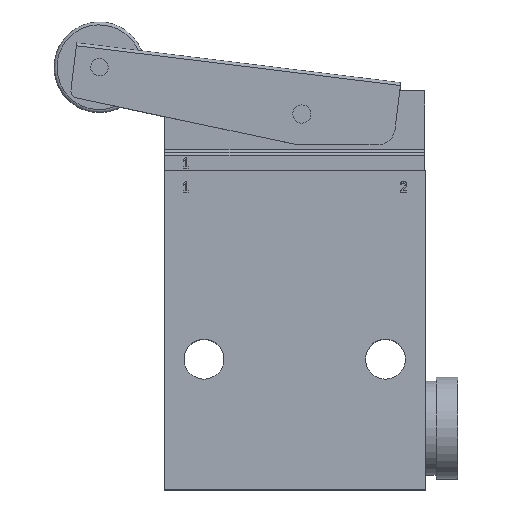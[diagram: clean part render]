
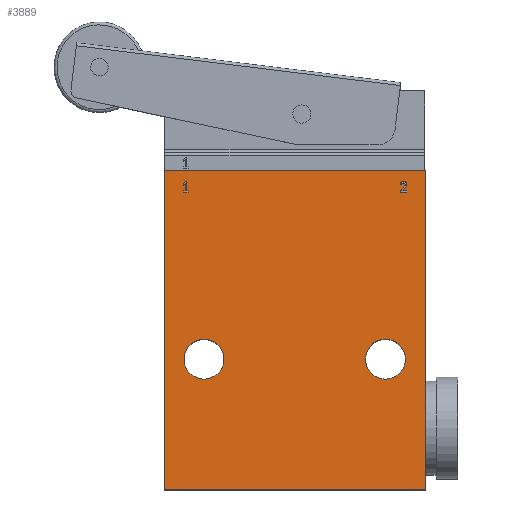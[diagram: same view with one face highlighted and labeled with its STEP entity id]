
A CAD part, top view. The second image highlights one B-rep face of the part: STEP entity #3889.
In plain terms, the highlighted planar face has unit normal (0, 0, 1).
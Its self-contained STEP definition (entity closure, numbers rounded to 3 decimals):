
#130=CIRCLE('',#4108,0.45);
#131=CIRCLE('',#4109,0.24);
#132=CIRCLE('',#4110,2.75);
#133=CIRCLE('',#4111,2.75);
#283=ORIENTED_EDGE('',*,*,#1147,.F.);
#284=ORIENTED_EDGE('',*,*,#1148,.F.);
#285=ORIENTED_EDGE('',*,*,#1149,.F.);
#286=ORIENTED_EDGE('',*,*,#1150,.F.);
#287=ORIENTED_EDGE('',*,*,#1151,.F.);
#288=ORIENTED_EDGE('',*,*,#1152,.F.);
#289=ORIENTED_EDGE('',*,*,#1153,.F.);
#290=ORIENTED_EDGE('',*,*,#1154,.T.);
#291=ORIENTED_EDGE('',*,*,#1155,.F.);
#292=ORIENTED_EDGE('',*,*,#1156,.F.);
#293=ORIENTED_EDGE('',*,*,#1157,.F.);
#294=ORIENTED_EDGE('',*,*,#1158,.F.);
#295=ORIENTED_EDGE('',*,*,#1159,.F.);
#296=ORIENTED_EDGE('',*,*,#1160,.F.);
#297=ORIENTED_EDGE('',*,*,#1161,.F.);
#298=ORIENTED_EDGE('',*,*,#1162,.F.);
#299=ORIENTED_EDGE('',*,*,#1163,.F.);
#300=ORIENTED_EDGE('',*,*,#1164,.F.);
#301=ORIENTED_EDGE('',*,*,#1165,.F.);
#302=ORIENTED_EDGE('',*,*,#1166,.F.);
#303=ORIENTED_EDGE('',*,*,#1167,.F.);
#304=ORIENTED_EDGE('',*,*,#1168,.F.);
#305=ORIENTED_EDGE('',*,*,#1133,.T.);
#306=ORIENTED_EDGE('',*,*,#1139,.T.);
#307=ORIENTED_EDGE('',*,*,#1142,.T.);
#308=ORIENTED_EDGE('',*,*,#1146,.T.);
#1133=EDGE_CURVE('',#1567,#1566,#1877,.T.);
#1139=EDGE_CURVE('',#1566,#1571,#1881,.T.);
#1142=EDGE_CURVE('',#1571,#1573,#1884,.T.);
#1146=EDGE_CURVE('',#1573,#1567,#1886,.T.);
#1147=EDGE_CURVE('',#1576,#1577,#130,.T.);
#1148=EDGE_CURVE('',#1578,#1576,#1887,.T.);
#1149=EDGE_CURVE('',#1579,#1578,#1888,.T.);
#1150=EDGE_CURVE('',#1580,#1579,#1889,.T.);
#1151=EDGE_CURVE('',#1581,#1580,#1890,.T.);
#1152=EDGE_CURVE('',#1582,#1581,#1891,.T.);
#1153=EDGE_CURVE('',#1583,#1582,#1892,.T.);
#1154=EDGE_CURVE('',#1583,#1584,#131,.T.);
#1155=EDGE_CURVE('',#1577,#1584,#1893,.T.);
#1156=EDGE_CURVE('',#1585,#1586,#1894,.T.);
#1157=EDGE_CURVE('',#1587,#1585,#1895,.T.);
#1158=EDGE_CURVE('',#1588,#1587,#1896,.T.);
#1159=EDGE_CURVE('',#1589,#1588,#1897,.T.);
#1160=EDGE_CURVE('',#1590,#1589,#1898,.T.);
#1161=EDGE_CURVE('',#1591,#1590,#1899,.T.);
#1162=EDGE_CURVE('',#1592,#1591,#1900,.T.);
#1163=EDGE_CURVE('',#1593,#1592,#1901,.T.);
#1164=EDGE_CURVE('',#1594,#1593,#1902,.T.);
#1165=EDGE_CURVE('',#1595,#1594,#1903,.T.);
#1166=EDGE_CURVE('',#1586,#1595,#1904,.T.);
#1167=EDGE_CURVE('',#1596,#1596,#132,.T.);
#1168=EDGE_CURVE('',#1597,#1597,#133,.T.);
#1566=VERTEX_POINT('',#5403);
#1567=VERTEX_POINT('',#5405);
#1571=VERTEX_POINT('',#5415);
#1573=VERTEX_POINT('',#5421);
#1576=VERTEX_POINT('',#5432);
#1577=VERTEX_POINT('',#5433);
#1578=VERTEX_POINT('',#5435);
#1579=VERTEX_POINT('',#5437);
#1580=VERTEX_POINT('',#5439);
#1581=VERTEX_POINT('',#5441);
#1582=VERTEX_POINT('',#5443);
#1583=VERTEX_POINT('',#5445);
#1584=VERTEX_POINT('',#5447);
#1585=VERTEX_POINT('',#5450);
#1586=VERTEX_POINT('',#5451);
#1587=VERTEX_POINT('',#5453);
#1588=VERTEX_POINT('',#5455);
#1589=VERTEX_POINT('',#5457);
#1590=VERTEX_POINT('',#5459);
#1591=VERTEX_POINT('',#5461);
#1592=VERTEX_POINT('',#5463);
#1593=VERTEX_POINT('',#5465);
#1594=VERTEX_POINT('',#5467);
#1595=VERTEX_POINT('',#5469);
#1596=VERTEX_POINT('',#5472);
#1597=VERTEX_POINT('',#5474);
#1877=LINE('',#5404,#2185);
#1881=LINE('',#5416,#2189);
#1884=LINE('',#5422,#2192);
#1886=LINE('',#5429,#2194);
#1887=LINE('',#5434,#2195);
#1888=LINE('',#5436,#2196);
#1889=LINE('',#5438,#2197);
#1890=LINE('',#5440,#2198);
#1891=LINE('',#5442,#2199);
#1892=LINE('',#5444,#2200);
#1893=LINE('',#5448,#2201);
#1894=LINE('',#5449,#2202);
#1895=LINE('',#5452,#2203);
#1896=LINE('',#5454,#2204);
#1897=LINE('',#5456,#2205);
#1898=LINE('',#5458,#2206);
#1899=LINE('',#5460,#2207);
#1900=LINE('',#5462,#2208);
#1901=LINE('',#5464,#2209);
#1902=LINE('',#5466,#2210);
#1903=LINE('',#5468,#2211);
#1904=LINE('',#5470,#2212);
#2185=VECTOR('',#4446,1000.);
#2189=VECTOR('',#4456,1000.);
#2192=VECTOR('',#4461,1000.);
#2194=VECTOR('',#4469,1000.);
#2195=VECTOR('',#4474,1000.);
#2196=VECTOR('',#4475,1000.);
#2197=VECTOR('',#4476,1000.);
#2198=VECTOR('',#4477,1000.);
#2199=VECTOR('',#4478,1000.);
#2200=VECTOR('',#4479,1000.);
#2201=VECTOR('',#4482,1000.);
#2202=VECTOR('',#4483,1000.);
#2203=VECTOR('',#4484,1000.);
#2204=VECTOR('',#4485,1000.);
#2205=VECTOR('',#4486,1000.);
#2206=VECTOR('',#4487,1000.);
#2207=VECTOR('',#4488,1000.);
#2208=VECTOR('',#4489,1000.);
#2209=VECTOR('',#4490,1000.);
#2210=VECTOR('',#4491,1000.);
#2211=VECTOR('',#4492,1000.);
#2212=VECTOR('',#4493,1000.);
#2486=EDGE_LOOP('',(#283,#284,#285,#286,#287,#288,#289,#290,#291));
#2487=EDGE_LOOP('',(#292,#293,#294,#295,#296,#297,#298,#299,#300,#301,#302));
#2488=EDGE_LOOP('',(#303));
#2489=EDGE_LOOP('',(#304));
#2490=EDGE_LOOP('',(#305,#306,#307,#308));
#2756=FACE_BOUND('',#2486,.T.);
#2757=FACE_BOUND('',#2487,.T.);
#2758=FACE_BOUND('',#2488,.T.);
#2759=FACE_BOUND('',#2489,.T.);
#2760=FACE_BOUND('',#2490,.T.);
#3021=PLANE('',#4107);
#3889=ADVANCED_FACE('',(#2756,#2757,#2758,#2759,#2760),#3021,.T.);
#4107=AXIS2_PLACEMENT_3D('',#5430,#4470,#4471);
#4108=AXIS2_PLACEMENT_3D('',#5431,#4472,#4473);
#4109=AXIS2_PLACEMENT_3D('',#5446,#4480,#4481);
#4110=AXIS2_PLACEMENT_3D('',#5471,#4494,#4495);
#4111=AXIS2_PLACEMENT_3D('',#5473,#4496,#4497);
#4446=DIRECTION('',(-1.,0.,0.));
#4456=DIRECTION('',(0.,-1.,0.));
#4461=DIRECTION('',(1.,0.,0.));
#4469=DIRECTION('',(0.,1.,0.));
#4470=DIRECTION('',(0.,0.,1.));
#4471=DIRECTION('',(1.,0.,0.));
#4472=DIRECTION('',(0.,0.,1.));
#4473=DIRECTION('',(1.,0.,0.));
#4474=DIRECTION('',(0.724,0.69,0.));
#4475=DIRECTION('',(-1.,0.,0.));
#4476=DIRECTION('',(0.,1.,0.));
#4477=DIRECTION('',(1.,0.,0.));
#4478=DIRECTION('',(0.,-1.,0.));
#4479=DIRECTION('',(-0.724,-0.69,0.));
#4480=DIRECTION('',(0.,0.,1.));
#4481=DIRECTION('',(1.,0.,0.));
#4482=DIRECTION('',(1.,0.,0.));
#4483=DIRECTION('',(-1.,0.,0.));
#4484=DIRECTION('',(0.,-1.,0.));
#4485=DIRECTION('',(0.545,0.838,0.));
#4486=DIRECTION('',(0.,-1.,0.));
#4487=DIRECTION('',(-0.545,-0.838,0.));
#4488=DIRECTION('',(-1.,0.,0.));
#4489=DIRECTION('',(0.,1.,0.));
#4490=DIRECTION('',(-1.,0.,0.));
#4491=DIRECTION('',(0.,1.,0.));
#4492=DIRECTION('',(1.,0.,0.));
#4493=DIRECTION('',(0.,-1.,0.));
#4494=DIRECTION('',(0.,0.,1.));
#4495=DIRECTION('',(1.,0.,0.));
#4496=DIRECTION('',(0.,0.,1.));
#4497=DIRECTION('',(1.,0.,0.));
#5403=CARTESIAN_POINT('',(-18.,44.,9.));
#5404=CARTESIAN_POINT('',(18.,44.,9.));
#5405=CARTESIAN_POINT('',(18.,44.,9.));
#5415=CARTESIAN_POINT('',(-18.,0.,9.));
#5416=CARTESIAN_POINT('',(-18.,44.,9.));
#5421=CARTESIAN_POINT('',(18.,0.,9.));
#5422=CARTESIAN_POINT('',(-18.,0.,9.));
#5429=CARTESIAN_POINT('',(18.,0.,9.));
#5430=CARTESIAN_POINT('',(0.,0.,9.));
#5431=CARTESIAN_POINT('',(15.,42.05,9.));
#5432=CARTESIAN_POINT('',(15.31,41.724,9.));
#5433=CARTESIAN_POINT('',(14.55,42.05,9.));
#5434=CARTESIAN_POINT('',(14.771,41.21,9.));
#5435=CARTESIAN_POINT('',(14.771,41.21,9.));
#5436=CARTESIAN_POINT('',(15.45,41.21,9.));
#5437=CARTESIAN_POINT('',(15.45,41.21,9.));
#5438=CARTESIAN_POINT('',(15.45,41.,9.));
#5439=CARTESIAN_POINT('',(15.45,41.,9.));
#5440=CARTESIAN_POINT('',(14.55,41.,9.));
#5441=CARTESIAN_POINT('',(14.55,41.,9.));
#5442=CARTESIAN_POINT('',(14.55,41.29,9.));
#5443=CARTESIAN_POINT('',(14.55,41.29,9.));
#5444=CARTESIAN_POINT('',(15.166,41.876,9.));
#5445=CARTESIAN_POINT('',(15.166,41.876,9.));
#5446=CARTESIAN_POINT('',(15.,42.05,9.));
#5447=CARTESIAN_POINT('',(14.76,42.05,9.));
#5448=CARTESIAN_POINT('',(14.55,42.05,9.));
#5449=CARTESIAN_POINT('',(-15.105,41.21,9.));
#5450=CARTESIAN_POINT('',(-15.105,41.21,9.));
#5451=CARTESIAN_POINT('',(-15.3,41.21,9.));
#5452=CARTESIAN_POINT('',(-15.105,42.2,9.));
#5453=CARTESIAN_POINT('',(-15.105,42.2,9.));
#5454=CARTESIAN_POINT('',(-15.3,41.9,9.));
#5455=CARTESIAN_POINT('',(-15.3,41.9,9.));
#5456=CARTESIAN_POINT('',(-15.3,42.2,9.));
#5457=CARTESIAN_POINT('',(-15.3,42.2,9.));
#5458=CARTESIAN_POINT('',(-15.105,42.5,9.));
#5459=CARTESIAN_POINT('',(-15.105,42.5,9.));
#5460=CARTESIAN_POINT('',(-14.895,42.5,9.));
#5461=CARTESIAN_POINT('',(-14.895,42.5,9.));
#5462=CARTESIAN_POINT('',(-14.895,41.21,9.));
#5463=CARTESIAN_POINT('',(-14.895,41.21,9.));
#5464=CARTESIAN_POINT('',(-14.7,41.21,9.));
#5465=CARTESIAN_POINT('',(-14.7,41.21,9.));
#5466=CARTESIAN_POINT('',(-14.7,41.,9.));
#5467=CARTESIAN_POINT('',(-14.7,41.,9.));
#5468=CARTESIAN_POINT('',(-15.3,41.,9.));
#5469=CARTESIAN_POINT('',(-15.3,41.,9.));
#5470=CARTESIAN_POINT('',(-15.3,41.21,9.));
#5471=CARTESIAN_POINT('',(12.5,18.,9.));
#5472=CARTESIAN_POINT('',(15.25,18.,9.));
#5473=CARTESIAN_POINT('',(-12.5,18.,9.));
#5474=CARTESIAN_POINT('',(-9.75,18.,9.));
